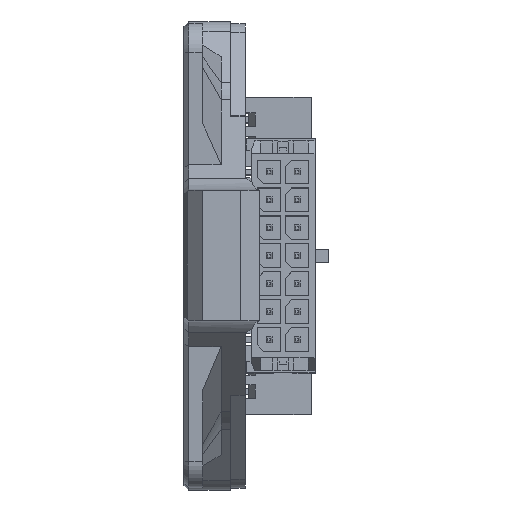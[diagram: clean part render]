
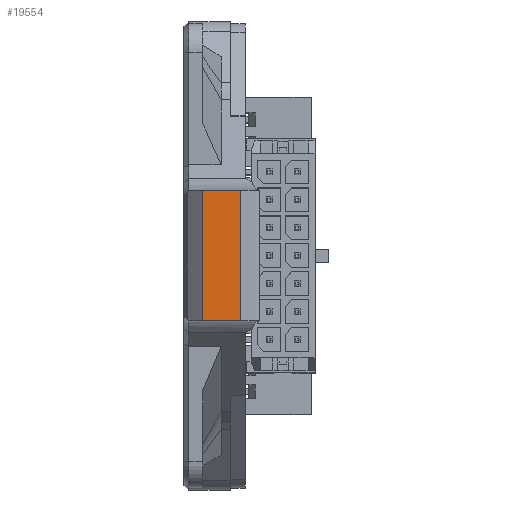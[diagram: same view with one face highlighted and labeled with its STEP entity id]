
A CAD part, top view. The second image highlights one B-rep face of the part: STEP entity #19554.
In plain terms, the highlighted face is planar.
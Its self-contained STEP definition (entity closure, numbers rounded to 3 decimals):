
#1597=FACE_OUTER_BOUND('',#2762,.T.);
#2762=EDGE_LOOP('',(#17353,#17354,#17355,#17356));
#5120=LINE('',#31105,#7568);
#5124=LINE('',#31115,#7572);
#5130=LINE('',#31127,#7578);
#5132=LINE('',#31130,#7580);
#7568=VECTOR('',#25623,10.);
#7572=VECTOR('',#25633,10.);
#7578=VECTOR('',#25641,10.);
#7580=VECTOR('',#25645,10.);
#9298=VERTEX_POINT('',#31098);
#9301=VERTEX_POINT('',#31103);
#9304=VERTEX_POINT('',#31114);
#9309=VERTEX_POINT('',#31126);
#11909=EDGE_CURVE('',#9301,#9298,#5120,.T.);
#11914=EDGE_CURVE('',#9298,#9304,#5124,.T.);
#11920=EDGE_CURVE('',#9304,#9309,#5130,.T.);
#11922=EDGE_CURVE('',#9301,#9309,#5132,.T.);
#17353=ORIENTED_EDGE('',*,*,#11909,.F.);
#17354=ORIENTED_EDGE('',*,*,#11922,.T.);
#17355=ORIENTED_EDGE('',*,*,#11920,.F.);
#17356=ORIENTED_EDGE('',*,*,#11914,.F.);
#18288=PLANE('',#20887);
#19554=ADVANCED_FACE('',(#1597),#18288,.T.);
#20887=AXIS2_PLACEMENT_3D('',#31345,#25897,#25898);
#25623=DIRECTION('',(-1.,0.,0.));
#25633=DIRECTION('',(0.,0.,-1.));
#25641=DIRECTION('',(1.,0.,0.));
#25645=DIRECTION('',(0.,0.,-1.));
#25897=DIRECTION('center_axis',(0.,1.,0.));
#25898=DIRECTION('ref_axis',(1.,0.,0.));
#31098=CARTESIAN_POINT('',(-7.,31.2,1.1));
#31103=CARTESIAN_POINT('',(7.,31.2,1.1));
#31105=CARTESIAN_POINT('',(-3.5,31.2,1.1));
#31114=CARTESIAN_POINT('',(-7.,31.2,-3.));
#31115=CARTESIAN_POINT('',(-7.,31.2,0.));
#31126=CARTESIAN_POINT('',(7.,31.2,-3.));
#31127=CARTESIAN_POINT('',(-3.5,31.2,-3.));
#31130=CARTESIAN_POINT('',(7.,31.2,0.));
#31345=CARTESIAN_POINT('Origin',(-7.,31.2,0.));
